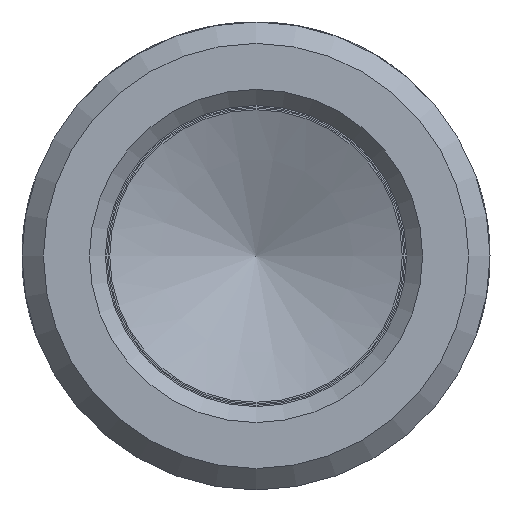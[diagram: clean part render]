
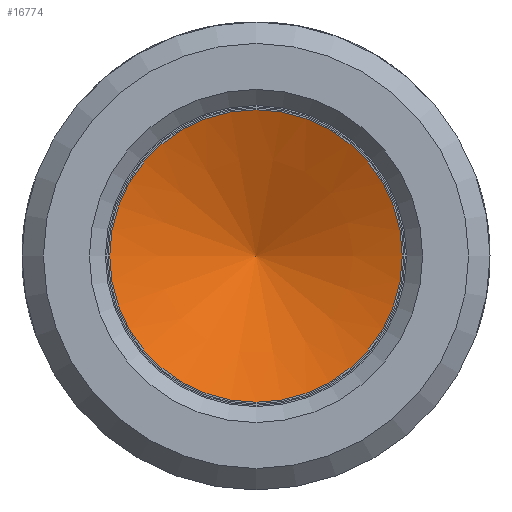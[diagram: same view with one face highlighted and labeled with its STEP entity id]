
A CAD part, front view. The second image highlights one B-rep face of the part: STEP entity #16774.
In plain terms, the highlighted conical face has half-angle 67.5 degrees and reference radius 3.473 mm.
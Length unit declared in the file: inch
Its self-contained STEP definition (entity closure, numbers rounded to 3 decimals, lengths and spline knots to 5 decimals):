
#1424=CONICAL_SURFACE('',#17631,0.13673,1.178);
#2636=LINE('',#40675,#3851);
#3851=VECTOR('',#20465,0.13673);
#4937=FACE_OUTER_BOUND('',#5939,.T.);
#5939=EDGE_LOOP('',(#15455,#15456,#15457));
#5962=CIRCLE('',#16848,0.27345);
#6323=VERTEX_POINT('',#20557);
#7974=VERTEX_POINT('',#40674);
#7996=EDGE_CURVE('',#6323,#6323,#5962,.T.);
#10471=EDGE_CURVE('',#6323,#7974,#2636,.T.);
#15455=ORIENTED_EDGE('',*,*,#7996,.T.);
#15456=ORIENTED_EDGE('',*,*,#10471,.T.);
#15457=ORIENTED_EDGE('',*,*,#10471,.F.);
#16774=ADVANCED_FACE('',(#4937),#1424,.F.);
#16848=AXIS2_PLACEMENT_3D('',#20558,#17694,#17695);
#17631=AXIS2_PLACEMENT_3D('',#40673,#20463,#20464);
#17694=DIRECTION('center_axis',(0.,-1.,0.));
#17695=DIRECTION('ref_axis',(1.,0.,0.));
#20463=DIRECTION('center_axis',(0.,-1.,0.));
#20464=DIRECTION('ref_axis',(1.,0.,0.));
#20465=DIRECTION('',(0.924,0.383,0.));
#20557=CARTESIAN_POINT('',(-0.27345,1.2,0.));
#20558=CARTESIAN_POINT('Origin',(0.,1.2,0.));
#40673=CARTESIAN_POINT('Origin',(0.,1.25663,0.));
#40674=CARTESIAN_POINT('',(0.,1.31327,0.));
#40675=CARTESIAN_POINT('',(-0.13673,1.25663,0.));
